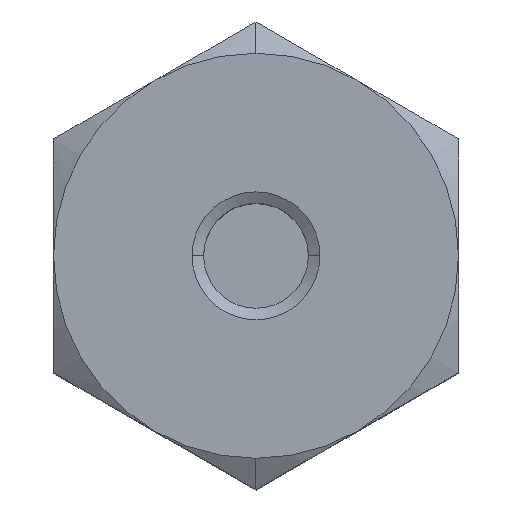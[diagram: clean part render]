
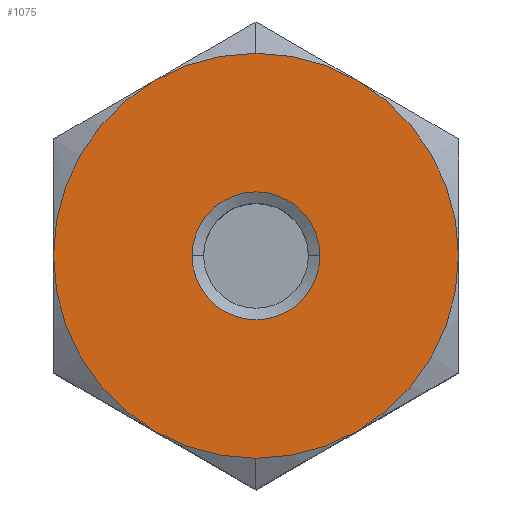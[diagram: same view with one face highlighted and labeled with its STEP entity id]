
A CAD part, top view. The second image highlights one B-rep face of the part: STEP entity #1075.
In plain terms, the highlighted planar face has unit normal (0, 0, 1).
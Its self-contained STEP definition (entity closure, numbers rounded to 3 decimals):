
#419=VERTEX_POINT('',#1161);
#465=EDGE_CURVE('',#779,#471,#1215,.T.);
#471=VERTEX_POINT('',#1221);
#483=EDGE_CURVE('',#471,#903,#1235,.T.);
#527=EDGE_CURVE('',#419,#969,#1286,.T.);
#543=EDGE_CURVE('',#897,#1015,#1305,.T.);
#569=EDGE_CURVE('',#777,#779,#1333,.T.);
#605=VERTEX_POINT('',#1370);
#735=EDGE_CURVE('',#947,#605,#1516,.T.);
#777=VERTEX_POINT('',#1561);
#779=VERTEX_POINT('',#1563);
#825=EDGE_CURVE('',#1015,#897,#1612,.T.);
#897=VERTEX_POINT('',#1695);
#903=VERTEX_POINT('',#1701);
#941=EDGE_CURVE('',#605,#419,#1744,.T.);
#947=VERTEX_POINT('',#1750);
#969=VERTEX_POINT('',#1774);
#1001=EDGE_CURVE('',#903,#947,#1810,.T.);
#1015=VERTEX_POINT('',#1824);
#1075=ADVANCED_FACE('',(#1892,#1893),#1894,.T.);
#1095=EDGE_CURVE('',#969,#777,#1914,.T.);
#1161=CARTESIAN_POINT('',(-4.75,-8.227,0.));
#1215=CIRCLE('',#2075,9.5);
#1221=CARTESIAN_POINT('',(4.75,8.227,0.));
#1235=CIRCLE('',#2102,9.5);
#1286=CIRCLE('',#2217,9.5);
#1305=CIRCLE('',#2250,3.0);
#1333=CIRCLE('',#2317,9.5);
#1370=CARTESIAN_POINT('',(0.,-9.5,0.));
#1516=CIRCLE('',#2710,9.5);
#1561=CARTESIAN_POINT('',(-4.75,8.227,0.));
#1563=CARTESIAN_POINT('',(0.,9.5,0.));
#1612=CIRCLE('',#2907,3.0);
#1695=CARTESIAN_POINT('',(3.,0.,0.));
#1701=CARTESIAN_POINT('',(9.5,0.,0.));
#1744=CIRCLE('',#3099,9.5);
#1750=CARTESIAN_POINT('',(4.75,-8.227,0.));
#1774=CARTESIAN_POINT('',(-9.5,0.,0.));
#1810=CIRCLE('',#3237,9.5);
#1824=CARTESIAN_POINT('',(-3.,0.,0.));
#1892=FACE_BOUND('',#3366,.T.);
#1893=FACE_OUTER_BOUND('',#3367,.T.);
#1894=PLANE('',#3368);
#1914=CIRCLE('',#3403,9.5);
#2075=AXIS2_PLACEMENT_3D('',#3544,#3545,#3546);
#2102=AXIS2_PLACEMENT_3D('',#3569,#3570,#3571);
#2217=AXIS2_PLACEMENT_3D('',#3640,#3641,#3642);
#2250=AXIS2_PLACEMENT_3D('',#3673,#3674,#3675);
#2317=AXIS2_PLACEMENT_3D('',#3703,#3704,#3705);
#2710=AXIS2_PLACEMENT_3D('',#3890,#3891,#3892);
#2907=AXIS2_PLACEMENT_3D('',#3976,#3977,#3978);
#3099=AXIS2_PLACEMENT_3D('',#4144,#4145,#4146);
#3237=AXIS2_PLACEMENT_3D('',#4206,#4207,#4208);
#3366=EDGE_LOOP('',(#4296,#4297));
#3367=EDGE_LOOP('',(#4298,#4299,#4300,#4301,#4302,#4303,#4304,#4305));
#3368=AXIS2_PLACEMENT_3D('',#4306,#4307,#4308);
#3403=AXIS2_PLACEMENT_3D('',#4316,#4317,#4318);
#3544=CARTESIAN_POINT('',(0.,0.,0.0));
#3545=DIRECTION('',(0.,0.,-1.0));
#3546=DIRECTION('',(0.,1.0,0.));
#3569=CARTESIAN_POINT('',(0.,0.,0.0));
#3570=DIRECTION('',(0.,0.,-1.0));
#3571=DIRECTION('',(0.,1.0,0.));
#3640=CARTESIAN_POINT('',(0.,0.,0.0));
#3641=DIRECTION('',(0.,0.,-1.0));
#3642=DIRECTION('',(0.,1.0,0.));
#3673=CARTESIAN_POINT('',(0.,0.,0.));
#3674=DIRECTION('',(0.,0.,-1.0));
#3675=DIRECTION('',(-1.0,0.,0.));
#3703=CARTESIAN_POINT('',(0.,0.,0.0));
#3704=DIRECTION('',(0.,0.,-1.0));
#3705=DIRECTION('',(0.,1.0,0.));
#3890=CARTESIAN_POINT('',(0.,0.,0.0));
#3891=DIRECTION('',(0.,0.,-1.0));
#3892=DIRECTION('',(0.,1.0,0.));
#3976=CARTESIAN_POINT('',(0.,0.,0.));
#3977=DIRECTION('',(0.,0.,-1.0));
#3978=DIRECTION('',(-1.0,0.,0.));
#4144=CARTESIAN_POINT('',(0.,0.,0.0));
#4145=DIRECTION('',(0.,0.,-1.0));
#4146=DIRECTION('',(0.,1.0,0.));
#4206=CARTESIAN_POINT('',(0.,0.,0.0));
#4207=DIRECTION('',(0.,0.,-1.0));
#4208=DIRECTION('',(0.,1.0,0.));
#4296=ORIENTED_EDGE('',*,*,#825,.T.);
#4297=ORIENTED_EDGE('',*,*,#543,.T.);
#4298=ORIENTED_EDGE('',*,*,#569,.F.);
#4299=ORIENTED_EDGE('',*,*,#1095,.F.);
#4300=ORIENTED_EDGE('',*,*,#527,.F.);
#4301=ORIENTED_EDGE('',*,*,#941,.F.);
#4302=ORIENTED_EDGE('',*,*,#735,.F.);
#4303=ORIENTED_EDGE('',*,*,#1001,.F.);
#4304=ORIENTED_EDGE('',*,*,#483,.F.);
#4305=ORIENTED_EDGE('',*,*,#465,.F.);
#4306=CARTESIAN_POINT('',(0.,5.98,0.));
#4307=DIRECTION('',(0.,0.,1.0));
#4308=DIRECTION('',(0.,1.0,0.));
#4316=CARTESIAN_POINT('',(0.,0.,0.0));
#4317=DIRECTION('',(0.,0.,-1.0));
#4318=DIRECTION('',(0.,1.0,0.));
